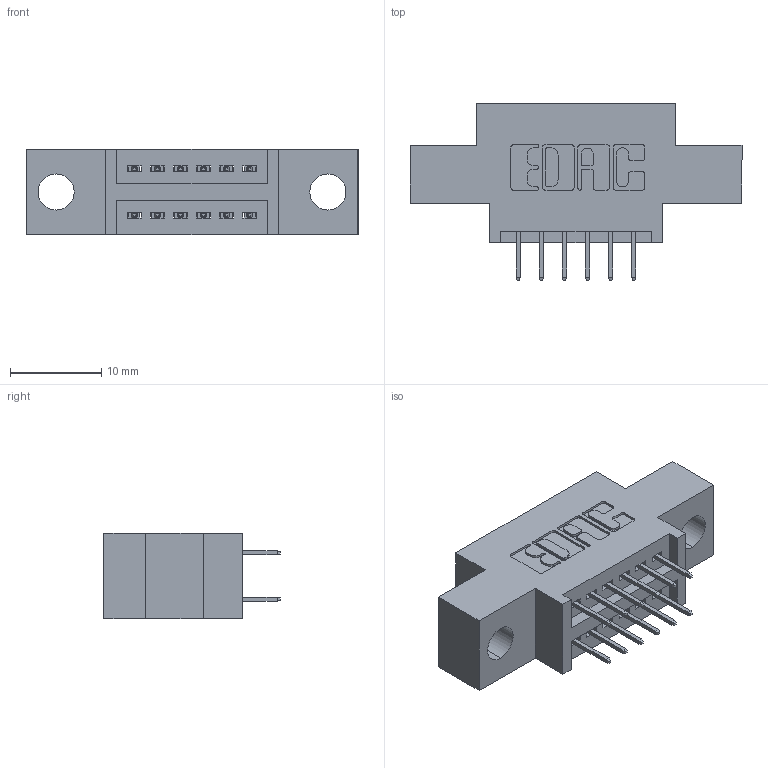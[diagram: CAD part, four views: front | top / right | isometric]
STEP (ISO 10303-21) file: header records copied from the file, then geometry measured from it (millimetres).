
FILE_DESCRIPTION (( 'STEP AP203' ), '1' );
FILE_NAME ('345-012-524-804.STEP', '2018-08-18T02:15:41', ( '' ), ( '' ), 'SwSTEP 2.0', 'SolidWorks 2016', '' );
FILE_SCHEMA (( 'CONFIG_CONTROL_DESIGN' ));
Length unit declared in the file: inch
Products named in the file (3): 345 Part_0.170 Offset - 0.156 Dia-TH; 345-292-001_345-293-124; 345-012-524-804
Assembly tree (13 placements, depth 2):
  345-012-524-804
    345 Part_0.170 Offset - 0.156 Dia-TH
    345-292-001_345-293-124  x12
Bounding box: 36.45 x 19.35 x 9.4 mm (x, y, z)
Volume: 2987.1 mm3; surface area: 3628.9 mm2
Topology: 13 solids, 13 shells, 778 faces, 2189 edges, 1410 vertices
Faces by surface type: plane 552, cylinder 226
Entity records: 9763 total; most frequent: CARTESIAN_POINT 1672, ORIENTED_EDGE 1606, DIRECTION 1519, EDGE_CURVE 803, LINE 651, VECTOR 651, VERTEX_POINT 530, AXIS2_PLACEMENT_3D 434
